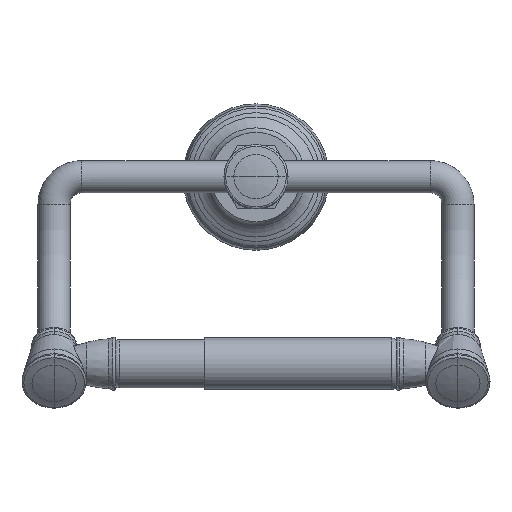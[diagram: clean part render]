
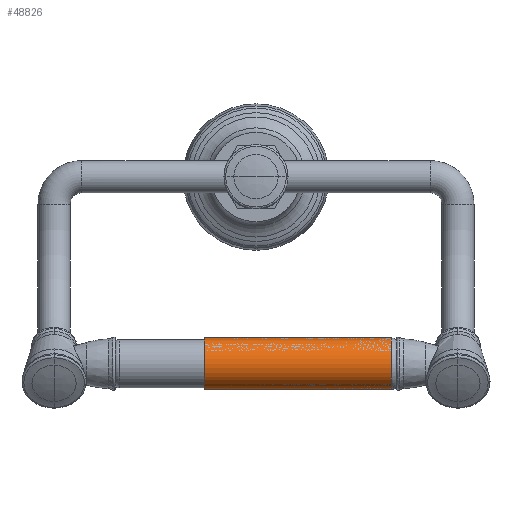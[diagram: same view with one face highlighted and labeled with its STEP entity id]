
A CAD part, top view. The second image highlights one B-rep face of the part: STEP entity #48826.
In plain terms, the highlighted cylindrical face has radius 10.16 mm (diameter 20.32 mm), a partial arc.
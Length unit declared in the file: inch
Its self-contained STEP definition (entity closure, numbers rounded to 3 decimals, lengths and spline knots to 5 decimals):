
#48488=CARTESIAN_POINT('',(2.89964,0.,0.));
#48489=DIRECTION('',(1.,0.,0.));
#48490=DIRECTION('',(0.,1.,0.));
#48491=AXIS2_PLACEMENT_3D('',#48488,#48489,#48490);
#48493=DIRECTION('',(-1.,0.,0.));
#48494=VECTOR('',#48493,2.89964);
#48495=CARTESIAN_POINT('',(2.89964,0.4,0.));
#48496=LINE('',#48495,#48494);
#48497=DIRECTION('',(-1.,0.,0.));
#48498=VECTOR('',#48497,2.89964);
#48499=CARTESIAN_POINT('',(2.89964,-0.4,0.));
#48500=LINE('',#48499,#48498);
#48511=CARTESIAN_POINT('',(0.,0.,0.));
#48512=DIRECTION('',(1.,0.,0.));
#48513=DIRECTION('',(0.,1.,0.));
#48514=AXIS2_PLACEMENT_3D('',#48511,#48512,#48513);
#48628=CARTESIAN_POINT('',(2.89964,0.4,0.));
#48629=VERTEX_POINT('',#48628);
#48630=CARTESIAN_POINT('',(0.,0.4,0.));
#48631=VERTEX_POINT('',#48630);
#48638=CARTESIAN_POINT('',(2.89964,-0.4,0.));
#48639=VERTEX_POINT('',#48638);
#48640=CARTESIAN_POINT('',(0.,-0.4,0.));
#48641=VERTEX_POINT('',#48640);
#48812=CARTESIAN_POINT('',(-0.162,0.,0.));
#48813=DIRECTION('',(1.,0.,0.));
#48814=DIRECTION('',(0.,-1.,0.));
#48815=AXIS2_PLACEMENT_3D('',#48812,#48813,#48814);
#48816=CYLINDRICAL_SURFACE('',#48815,0.4);
#48818=ORIENTED_EDGE('',*,*,#48817,.F.);
#48819=ORIENTED_EDGE('',*,*,#48807,.T.);
#48821=ORIENTED_EDGE('',*,*,#48820,.T.);
#48823=ORIENTED_EDGE('',*,*,#48822,.F.);
#48824=EDGE_LOOP('',(#48818,#48819,#48821,#48823));
#48825=FACE_OUTER_BOUND('',#48824,.F.);
#48826=ADVANCED_FACE('',(#48825),#48816,.T.);
#48492=CIRCLE('',#48491,0.4);
#48515=CIRCLE('',#48514,0.4);
#48807=EDGE_CURVE('',#48629,#48639,#48492,.T.);
#48817=EDGE_CURVE('',#48629,#48631,#48496,.T.);
#48820=EDGE_CURVE('',#48639,#48641,#48500,.T.);
#48822=EDGE_CURVE('',#48631,#48641,#48515,.T.);
